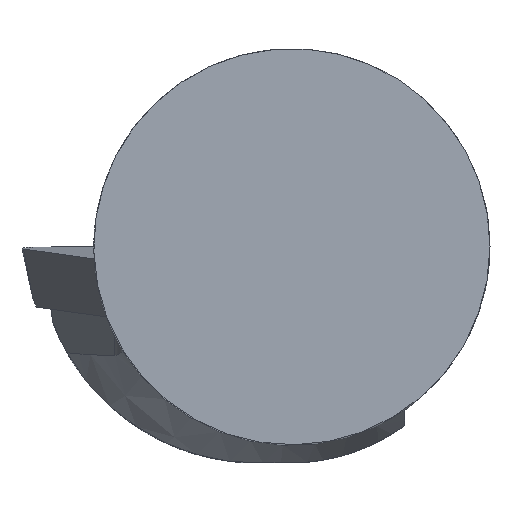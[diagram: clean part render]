
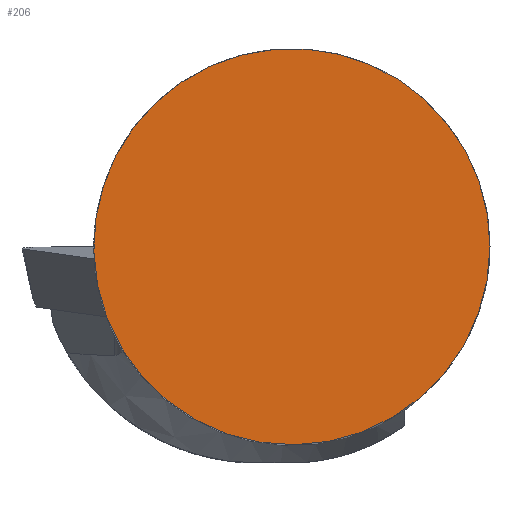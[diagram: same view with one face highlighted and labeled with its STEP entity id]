
A CAD part, top view. The second image highlights one B-rep face of the part: STEP entity #206.
In plain terms, the highlighted planar face has unit normal (0, 0, 1).
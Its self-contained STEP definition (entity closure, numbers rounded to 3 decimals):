
#151=CIRCLE('',#867,8.);
#206=ADVANCED_FACE('',(#260),#233,.T.);
#233=PLANE('',#903);
#260=FACE_OUTER_BOUND('',#303,.T.);
#303=EDGE_LOOP('',(#543));
#543=ORIENTED_EDGE('',*,*,#701,.T.);
#631=VERTEX_POINT('',#1351);
#701=EDGE_CURVE('',#631,#631,#151,.T.);
#867=AXIS2_PLACEMENT_3D('',#1350,#976,#977);
#903=AXIS2_PLACEMENT_3D('',#1457,#1064,#1065);
#976=DIRECTION('',(0.,0.,1.));
#977=DIRECTION('',(1.,0.,0.));
#1064=DIRECTION('',(0.,0.,1.));
#1065=DIRECTION('',(1.,0.,0.));
#1350=CARTESIAN_POINT('',(0.,0.,0.));
#1351=CARTESIAN_POINT('',(8.,0.,0.));
#1457=CARTESIAN_POINT('',(0.,0.,0.));
